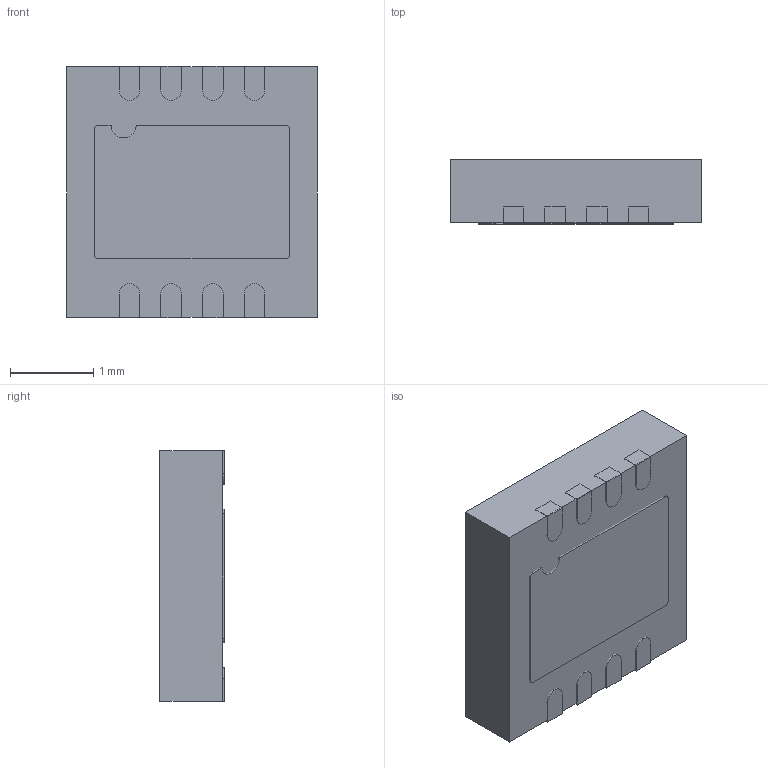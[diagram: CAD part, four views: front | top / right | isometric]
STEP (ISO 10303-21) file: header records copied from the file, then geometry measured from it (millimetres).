
FILE_DESCRIPTION (( 'STEP AP214' ), '1' );
FILE_NAME ('CP-8-11.STEP', '2021-03-16T01:49:48', ( '' ), ( '' ), 'SwSTEP 2.0', 'SolidWorks 2019', '' );
FILE_SCHEMA (( 'AUTOMOTIVE_DESIGN' ));
Length unit declared in the file: millimetre
Products named in the file (4): Body; EP; P; CP-8-11
Assembly tree (10 placements, depth 2):
  CP-8-11
    Body
    EP
    P  x8
Bounding box: 3 x 0.77 x 3.02 mm (x, y, z)
Surface area: 39.7 mm2
Topology: 10 solids, 10 shells, 148 faces, 351 edges, 234 vertices
Faces by surface type: plane 92, bspline 33, cylinder 23
Entity records: 5102 total; most frequent: CARTESIAN_POINT 2659, ORIENTED_EDGE 492, DIRECTION 356, EDGE_CURVE 246, VERTEX_POINT 164, LINE 162, VECTOR 162, EDGE_LOOP 110
